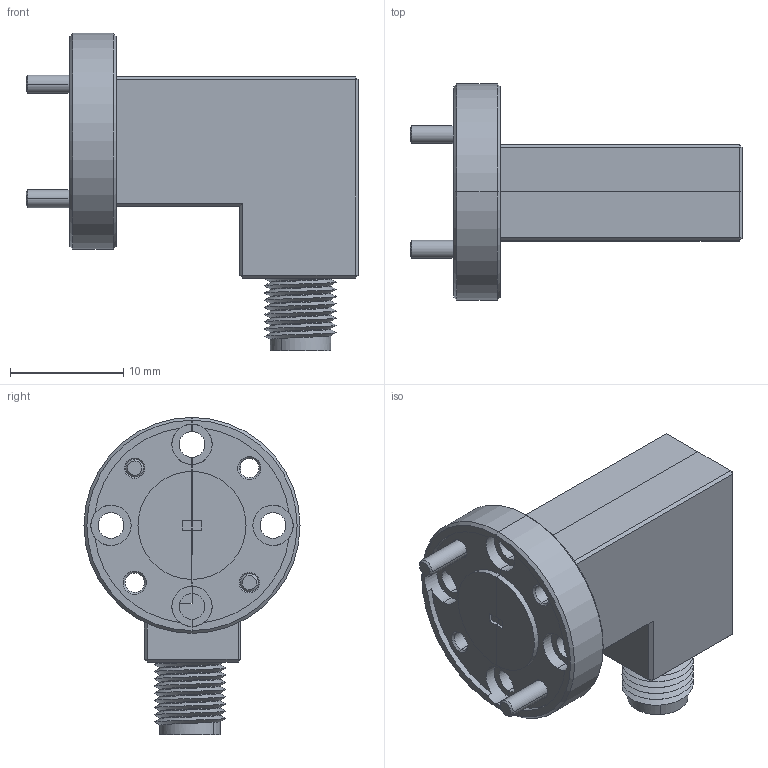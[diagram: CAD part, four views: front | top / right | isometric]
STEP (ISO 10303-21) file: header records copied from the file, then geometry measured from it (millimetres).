
FILE_DESCRIPTION (( 'STEP AP203' ), '1' );
FILE_NAME ('FD-D1-103-A.STEP', '2022-04-16T00:15:10', ( '' ), ( '' ), 'SwSTEP 2.0', 'SolidWorks 2021', '' );
FILE_SCHEMA (( 'CONFIG_CONTROL_DESIGN' ));
Length unit declared in the file: inch
Products named in the file (1): FD-D1-103-A
Bounding box: 29.27 x 19.05 x 27.97 mm (x, y, z)
Volume: 3785.7 mm3; surface area: 4298.5 mm2
Topology: 13 solids, 13 shells, 1241 faces, 3282 edges, 2114 vertices
Faces by surface type: plane 473, cylinder 384, bspline 244, cone 140
Entity records: 53418 total; most frequent: CARTESIAN_POINT 25923, ORIENTED_EDGE 6528, DIRECTION 4501, EDGE_CURVE 3264, VERTEX_POINT 2114, VECTOR 1783, LINE 1783, AXIS2_PLACEMENT_3D 1359
